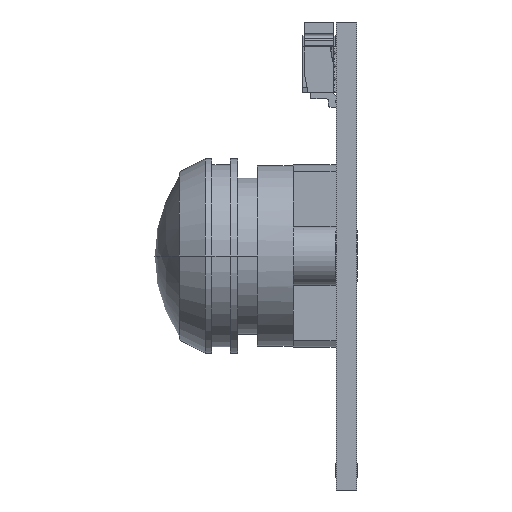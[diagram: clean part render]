
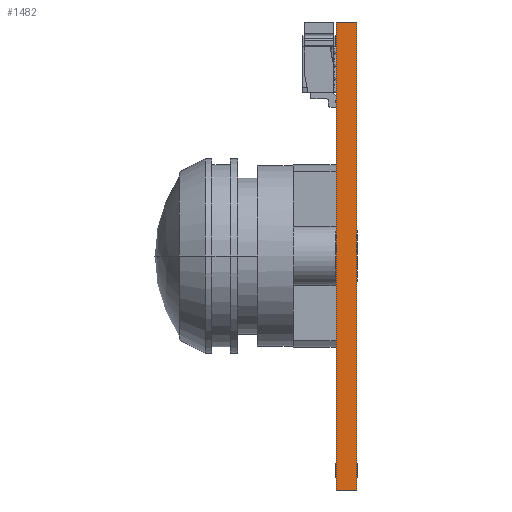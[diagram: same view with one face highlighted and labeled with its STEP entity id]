
A CAD part, left-side view. The second image highlights one B-rep face of the part: STEP entity #1482.
In plain terms, the highlighted planar face has unit normal (-1, 0, 0).
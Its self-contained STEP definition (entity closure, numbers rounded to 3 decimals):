
#47=DIRECTION('',(0.,0.,1.));
#48=VECTOR('',#47,36.);
#49=CARTESIAN_POINT('',(-18.,0.,-18.));
#50=LINE('',#49,#48);
#229=DIRECTION('',(0.,1.,0.));
#230=VECTOR('',#229,1.6);
#231=CARTESIAN_POINT('',(-18.,0.,-18.));
#232=LINE('',#231,#230);
#241=DIRECTION('',(0.,1.,0.));
#242=VECTOR('',#241,1.6);
#243=CARTESIAN_POINT('',(-18.,0.,18.));
#244=LINE('',#243,#242);
#245=DIRECTION('',(0.,0.,1.));
#246=VECTOR('',#245,36.);
#247=CARTESIAN_POINT('',(-18.,1.6,-18.));
#248=LINE('',#247,#246);
#1051=CARTESIAN_POINT('',(-18.,0.,-18.));
#1052=CARTESIAN_POINT('',(-18.,0.,18.));
#1053=VERTEX_POINT('',#1051);
#1054=VERTEX_POINT('',#1052);
#1059=CARTESIAN_POINT('',(-18.,1.6,-18.));
#1060=CARTESIAN_POINT('',(-18.,1.6,18.));
#1061=VERTEX_POINT('',#1059);
#1062=VERTEX_POINT('',#1060);
#1468=CARTESIAN_POINT('',(-18.,0.,-18.));
#1469=DIRECTION('',(-1.,0.,0.));
#1470=DIRECTION('',(0.,0.,1.));
#1471=AXIS2_PLACEMENT_3D('',#1468,#1469,#1470);
#1472=PLANE('',#1471);
#1473=ORIENTED_EDGE('',*,*,#1352,.F.);
#1475=ORIENTED_EDGE('',*,*,#1474,.T.);
#1477=ORIENTED_EDGE('',*,*,#1476,.T.);
#1479=ORIENTED_EDGE('',*,*,#1478,.F.);
#1480=EDGE_LOOP('',(#1473,#1475,#1477,#1479));
#1481=FACE_OUTER_BOUND('',#1480,.F.);
#1352=EDGE_CURVE('',#1053,#1054,#50,.T.);
#1474=EDGE_CURVE('',#1053,#1061,#232,.T.);
#1476=EDGE_CURVE('',#1061,#1062,#248,.T.);
#1478=EDGE_CURVE('',#1054,#1062,#244,.T.);
#1482=ADVANCED_FACE('',(#1481),#1472,.T.);
